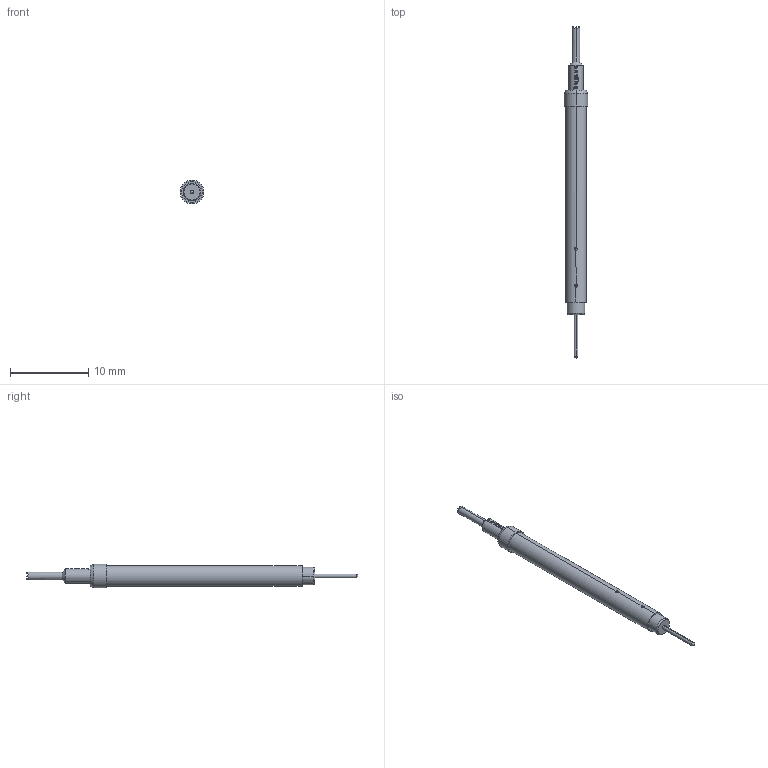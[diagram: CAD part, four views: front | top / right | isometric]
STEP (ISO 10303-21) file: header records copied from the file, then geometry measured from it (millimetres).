
FILE_DESCRIPTION (( 'STEP AP203' ), '1' );
FILE_NAME ('INGUN_SKS-415_306_105_A_xx02_2.STEP', '2022-02-17T12:23:27', ( 'ochi' ), ( '' ), 'SwSTEP 2.0', 'SolidWorks 2018', '' );
FILE_SCHEMA (( 'CONFIG_CONTROL_DESIGN' ));
Length unit declared in the file: millimetre
Products named in the file (1): INGUN_SKS-415_306_105_A_xx02_2
Bounding box: 3 x 42.3 x 3 mm (x, y, z)
Volume: 171.4 mm3; surface area: 292.5 mm2
Topology: 1 solids, 1 shells, 135 faces, 354 edges, 225 vertices
Faces by surface type: plane 76, bspline 30, cylinder 22, cone 6, sphere 1
Entity records: 5412 total; most frequent: CARTESIAN_POINT 2328, ORIENTED_EDGE 702, DIRECTION 523, EDGE_CURVE 351, VERTEX_POINT 223, AXIS2_PLACEMENT_3D 198, EDGE_LOOP 140, FACE_OUTER_BOUND 135
